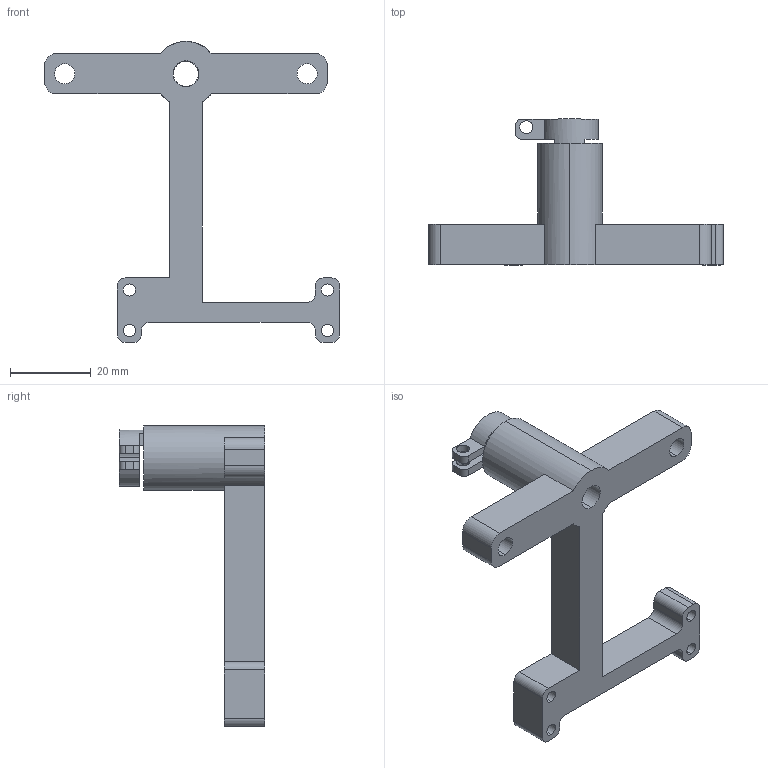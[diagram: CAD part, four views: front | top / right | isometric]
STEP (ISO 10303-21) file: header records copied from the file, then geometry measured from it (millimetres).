
FILE_DESCRIPTION (( 'STEP AP203' ), '1' );
FILE_NAME ('儂迮旋3蜊.STEP', '2025-09-17T00:28:28', ( '' ), ( '' ), 'SwSTEP 2.0', 'SolidWorks 2025', '' );
FILE_SCHEMA (( 'CONFIG_CONTROL_DESIGN' ));
Length unit declared in the file: millimetre
Products named in the file (3): 机械臂3段; 机械臂3改; 转盘轴连接(加大 - 副本 (2)
Assembly tree (2 placements, depth 2):
  机械臂3改
    机械臂3段
    转盘轴连接(加大 - 副本 (2)
Bounding box: 73 x 36 x 74.5 mm (x, y, z)
Volume: 18893.9 mm3; surface area: 9887.3 mm2
Topology: 2 solids, 2 shells, 79 faces, 224 edges, 149 vertices
Faces by surface type: cylinder 42, plane 37
Entity records: 2944 total; most frequent: DIRECTION 485, CARTESIAN_POINT 457, ORIENTED_EDGE 448, EDGE_CURVE 224, AXIS2_PLACEMENT_3D 177, VERTEX_POINT 149, LINE 131, VECTOR 131
